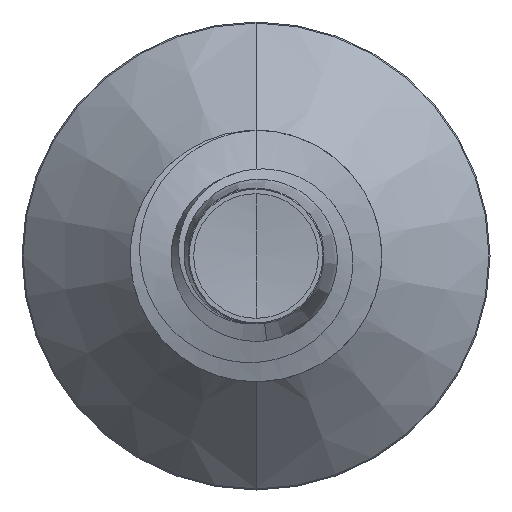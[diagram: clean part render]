
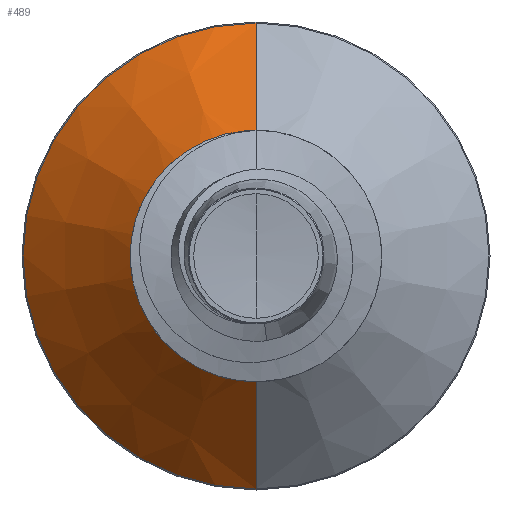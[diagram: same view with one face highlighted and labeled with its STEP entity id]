
A CAD part, front view. The second image highlights one B-rep face of the part: STEP entity #489.
In plain terms, the highlighted conical face has half-angle 45 degrees and reference radius 2.301 mm.
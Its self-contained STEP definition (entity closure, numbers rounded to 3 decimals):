
#161 = VERTEX_POINT ( 'NONE', #7750 ) ;
#489 = ADVANCED_FACE ( 'NONE', ( #3312 ), #3613, .T. ) ;
#597 = LINE ( 'NONE', #7703, #4837 ) ;
#911 = DIRECTION ( 'NONE',  ( 0., 0.707, -0.707 ) ) ;
#967 = CARTESIAN_POINT ( 'NONE',  ( 0., 4.901, -2.301 ) ) ;
#1549 = EDGE_CURVE ( 'NONE', #2866, #161, #2976, .T. ) ;
#2150 = CARTESIAN_POINT ( 'NONE',  ( 0., 7.228, 4.628 ) ) ;
#2425 = CARTESIAN_POINT ( 'NONE',  ( 0., 4.901, -2.301 ) ) ;
#2471 = CARTESIAN_POINT ( 'NONE',  ( 0., 7.228, -4.628 ) ) ;
#2827 = VERTEX_POINT ( 'NONE', #2150 ) ;
#2866 = VERTEX_POINT ( 'NONE', #2425 ) ;
#2976 = CIRCLE ( 'NONE', #7682, 2.301 ) ;
#3312 = FACE_OUTER_BOUND ( 'NONE', #6330, .T. ) ;
#3398 = VECTOR ( 'NONE', #911, 1000. ) ;
#3613 = CONICAL_SURFACE ( 'NONE', #7937, 2.301, 0.785 ) ;
#4238 = DIRECTION ( 'NONE',  ( 0., 1., 0. ) ) ;
#4837 = VECTOR ( 'NONE', #7817, 1000. ) ;
#5353 = DIRECTION ( 'NONE',  ( 0., 0., 1. ) ) ;
#5357 = DIRECTION ( 'NONE',  ( 0., 1., 0. ) ) ;
#5366 = CARTESIAN_POINT ( 'NONE',  ( 0., 7.228, 0. ) ) ;
#6330 = EDGE_LOOP ( 'NONE', ( #7792, #7977, #8190, #8954 ) ) ;
#6662 = CARTESIAN_POINT ( 'NONE',  ( 0., 4.901, 0. ) ) ;
#7363 = VERTEX_POINT ( 'NONE', #2471 ) ;
#7682 = AXIS2_PLACEMENT_3D ( 'NONE', #8827, #8795, #8792 ) ;
#7703 = CARTESIAN_POINT ( 'NONE',  ( 0., 4.901, 2.301 ) ) ;
#7750 = CARTESIAN_POINT ( 'NONE',  ( 0., 4.901, 2.301 ) ) ;
#7792 = ORIENTED_EDGE ( 'NONE', *, *, #8961, .F. ) ;
#7817 = DIRECTION ( 'NONE',  ( 0., 0.707, 0.707 ) ) ;
#7937 = AXIS2_PLACEMENT_3D ( 'NONE', #6662, #4238, #8353 ) ;
#7977 = ORIENTED_EDGE ( 'NONE', *, *, #1549, .T. ) ;
#8155 = EDGE_CURVE ( 'NONE', #161, #2827, #597, .T. ) ;
#8163 = AXIS2_PLACEMENT_3D ( 'NONE', #5366, #5357, #5353 ) ;
#8190 = ORIENTED_EDGE ( 'NONE', *, *, #8155, .T. ) ;
#8228 = LINE ( 'NONE', #967, #3398 ) ;
#8353 = DIRECTION ( 'NONE',  ( 0., 0., 1. ) ) ;
#8792 = DIRECTION ( 'NONE',  ( 0., 0., 1. ) ) ;
#8795 = DIRECTION ( 'NONE',  ( 0., 1., 0. ) ) ;
#8827 = CARTESIAN_POINT ( 'NONE',  ( 0., 4.901, 0. ) ) ;
#8829 = EDGE_CURVE ( 'NONE', #7363, #2827, #8871, .T. ) ;
#8871 = CIRCLE ( 'NONE', #8163, 4.628 ) ;
#8954 = ORIENTED_EDGE ( 'NONE', *, *, #8829, .F. ) ;
#8961 = EDGE_CURVE ( 'NONE', #2866, #7363, #8228, .T. ) ;
